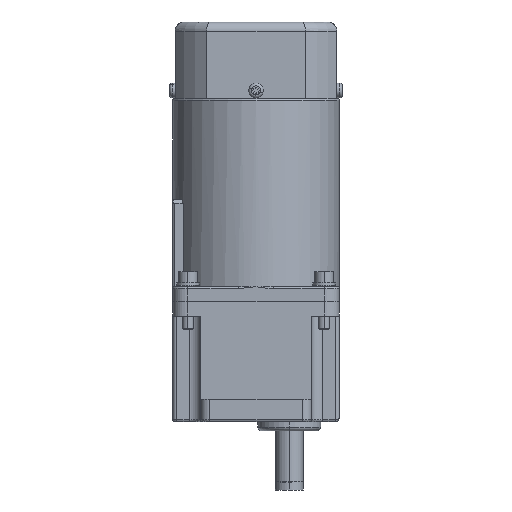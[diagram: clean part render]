
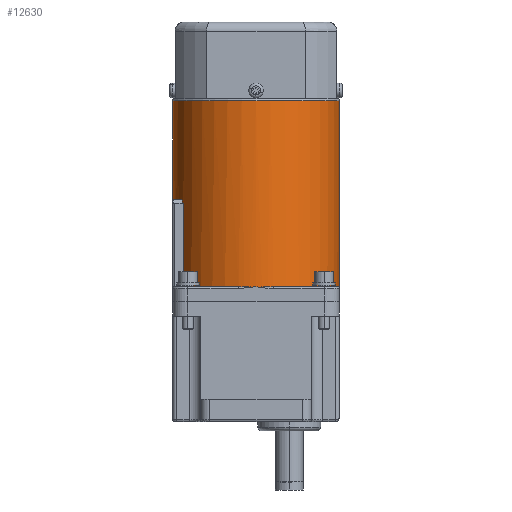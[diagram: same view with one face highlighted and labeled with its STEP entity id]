
A CAD part, left-side view. The second image highlights one B-rep face of the part: STEP entity #12630.
In plain terms, the highlighted cylindrical face has radius 45 mm (diameter 90 mm), a partial arc.
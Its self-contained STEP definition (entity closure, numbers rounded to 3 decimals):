
#26 = CARTESIAN_POINT ( 'NONE',  ( -56.011, 55.285, 1.158 ) ) ;
#127 = CARTESIAN_POINT ( 'NONE',  ( -56.668, 54.916, -43.9 ) ) ;
#375 = ORIENTED_EDGE ( 'NONE', *, *, #14517, .T. ) ;
#394 = EDGE_CURVE ( 'NONE', #1526, #3268, #10574, .T. ) ;
#501 = AXIS2_PLACEMENT_3D ( 'NONE', #12751, #2337, #7007 ) ;
#591 = VERTEX_POINT ( 'NONE', #5188 ) ;
#733 = DIRECTION ( 'NONE',  ( 0., 0., -1. ) ) ;
#996 = AXIS2_PLACEMENT_3D ( 'NONE', #14902, #4523, #9177 ) ;
#1027 = CYLINDRICAL_SURFACE ( 'NONE', #10018, 45. ) ;
#1303 = CARTESIAN_POINT ( 'NONE',  ( -34.668, 15.661, -44.6 ) ) ;
#1526 = VERTEX_POINT ( 'NONE', #9707 ) ;
#1585 = CARTESIAN_POINT ( 'NONE',  ( -34.668, -29.339, -43.9 ) ) ;
#2064 = VERTEX_POINT ( 'NONE', #10411 ) ;
#2121 = DIRECTION ( 'NONE',  ( 1., 0., 0. ) ) ;
#2131 = VECTOR ( 'NONE', #4792, 1000. ) ;
#2239 = DIRECTION ( 'NONE',  ( 1., 0., 0. ) ) ;
#2276 = ORIENTED_EDGE ( 'NONE', *, *, #11375, .T. ) ;
#2337 = DIRECTION ( 'NONE',  ( 0., 0., 1. ) ) ;
#2583 = ORIENTED_EDGE ( 'NONE', *, *, #4962, .F. ) ;
#2667 = AXIS2_PLACEMENT_3D ( 'NONE', #1303, #5983, #10610 ) ;
#2687 = CARTESIAN_POINT ( 'NONE',  ( -78.668, 25.095, -44.6 ) ) ;
#2791 = EDGE_LOOP ( 'NONE', ( #2583, #375, #3575, #3653, #12279, #10097, #10167, #3503, #3192, #3044, #7643, #2276 ) ) ;
#2838 = DIRECTION ( 'NONE',  ( 0., 0., 1. ) ) ;
#2884 = CIRCLE ( 'NONE', #11390, 45. ) ;
#3044 = ORIENTED_EDGE ( 'NONE', *, *, #7836, .T. ) ;
#3192 = ORIENTED_EDGE ( 'NONE', *, *, #13003, .T. ) ;
#3268 = VERTEX_POINT ( 'NONE', #13664 ) ;
#3503 = ORIENTED_EDGE ( 'NONE', *, *, #11420, .T. ) ;
#3575 = ORIENTED_EDGE ( 'NONE', *, *, #7191, .T. ) ;
#3582 = CARTESIAN_POINT ( 'NONE',  ( -34.668, 15.661, -44.6 ) ) ;
#3597 = AXIS2_PLACEMENT_3D ( 'NONE', #13258, #2838, #7517 ) ;
#3653 = ORIENTED_EDGE ( 'NONE', *, *, #13856, .T. ) ;
#3897 = EDGE_CURVE ( 'NONE', #8882, #1526, #8274, .T. ) ;
#3924 = DIRECTION ( 'NONE',  ( 0., -1., 0. ) ) ;
#4111 = VERTEX_POINT ( 'NONE', #8947 ) ;
#4523 = DIRECTION ( 'NONE',  ( 0., 0., 1. ) ) ;
#4693 = CARTESIAN_POINT ( 'NONE',  ( -56.668, 54.916, 0.5 ) ) ;
#4792 = DIRECTION ( 'NONE',  ( 0., 0., -1. ) ) ;
#4854 = CARTESIAN_POINT ( 'NONE',  ( -54.668, 55.972, 2.5 ) ) ;
#4962 = EDGE_CURVE ( 'NONE', #2064, #10596, #12009, .T. ) ;
#5188 = CARTESIAN_POINT ( 'NONE',  ( -78.668, 6.227, -44.6 ) ) ;
#5708 = CARTESIAN_POINT ( 'NONE',  ( -34.668, 15.661, -43.9 ) ) ;
#5846 = CARTESIAN_POINT ( 'NONE',  ( -54.668, 55.972, 2.5 ) ) ;
#5983 = DIRECTION ( 'NONE',  ( 0., 0., 1. ) ) ;
#6020 = VERTEX_POINT ( 'NONE', #14490 ) ;
#6140 = CIRCLE ( 'NONE', #14597, 45. ) ;
#6265 = DIRECTION ( 'NONE',  ( 0., 0., -1. ) ) ;
#6555 = LINE ( 'NONE', #11175, #13343 ) ;
#6607 = AXIS2_PLACEMENT_3D ( 'NONE', #7936, #12533, #2121 ) ;
#6722 = CARTESIAN_POINT ( 'NONE',  ( -44.102, 59.661, 2.5 ) ) ;
#7007 = DIRECTION ( 'NONE',  ( 1., 0., 0. ) ) ;
#7191 = EDGE_CURVE ( 'NONE', #12116, #12053, #6555, .T. ) ;
#7517 = DIRECTION ( 'NONE',  ( 1., 0., 0. ) ) ;
#7602 = CIRCLE ( 'NONE', #996, 45. ) ;
#7643 = ORIENTED_EDGE ( 'NONE', *, *, #13123, .T. ) ;
#7719 = CARTESIAN_POINT ( 'NONE',  ( -34.668, 60.661, 56. ) ) ;
#7836 = EDGE_CURVE ( 'NONE', #6020, #591, #9261, .T. ) ;
#7936 = CARTESIAN_POINT ( 'NONE',  ( -34.668, 15.661, 2.5 ) ) ;
#8047 = CARTESIAN_POINT ( 'NONE',  ( -34.668, 15.661, -44.6 ) ) ;
#8253 = DIRECTION ( 'NONE',  ( 0., 0., 1. ) ) ;
#8274 =( BOUNDED_CURVE ( )  B_SPLINE_CURVE ( 3, ( #5846, #10472, #26, #4693 ),
 .UNSPECIFIED., .F., .F. ) 
 B_SPLINE_CURVE_WITH_KNOTS ( ( 4, 4 ),
 ( 5.173, 5.223 ),
 .UNSPECIFIED. ) 
 CURVE ( )  GEOMETRIC_REPRESENTATION_ITEM ( )  RATIONAL_B_SPLINE_CURVE ( ( 1., 1., 1., 1. ) ) 
 REPRESENTATION_ITEM ( '' )  );
#8882 = VERTEX_POINT ( 'NONE', #4854 ) ;
#8947 = CARTESIAN_POINT ( 'NONE',  ( -44.102, -28.339, -44.6 ) ) ;
#9177 = DIRECTION ( 'NONE',  ( 1., 0., 0. ) ) ;
#9261 = CIRCLE ( 'NONE', #2667, 45. ) ;
#9367 = VERTEX_POINT ( 'NONE', #2687 ) ;
#9707 = CARTESIAN_POINT ( 'NONE',  ( -56.668, 54.916, 0.5 ) ) ;
#9718 = CARTESIAN_POINT ( 'NONE',  ( -34.668, 15.661, 56. ) ) ;
#9830 = CARTESIAN_POINT ( 'NONE',  ( -34.668, -29.339, -44.6 ) ) ;
#9847 = CARTESIAN_POINT ( 'NONE',  ( -34.668, 60.661, 2.5 ) ) ;
#10018 = AXIS2_PLACEMENT_3D ( 'NONE', #5708, #10334, #14931 ) ;
#10097 = ORIENTED_EDGE ( 'NONE', *, *, #3897, .T. ) ;
#10167 = ORIENTED_EDGE ( 'NONE', *, *, #394, .T. ) ;
#10182 = CIRCLE ( 'NONE', #3597, 45. ) ;
#10334 = DIRECTION ( 'NONE',  ( 0., 0., -1. ) ) ;
#10411 = CARTESIAN_POINT ( 'NONE',  ( -34.668, -29.339, 56. ) ) ;
#10472 = CARTESIAN_POINT ( 'NONE',  ( -55.344, 55.637, 1.825 ) ) ;
#10574 = LINE ( 'NONE', #127, #2131 ) ;
#10596 = VERTEX_POINT ( 'NONE', #9830 ) ;
#10610 = DIRECTION ( 'NONE',  ( 1., 0., 0. ) ) ;
#11096 = VECTOR ( 'NONE', #6265, 1000. ) ;
#11175 = CARTESIAN_POINT ( 'NONE',  ( -34.668, 60.661, -43.9 ) ) ;
#11375 = EDGE_CURVE ( 'NONE', #4111, #10596, #10182, .T. ) ;
#11390 = AXIS2_PLACEMENT_3D ( 'NONE', #8047, #12647, #2239 ) ;
#11420 = EDGE_CURVE ( 'NONE', #3268, #9367, #2884, .T. ) ;
#11469 = FACE_OUTER_BOUND ( 'NONE', #2791, .T. ) ;
#11940 = CIRCLE ( 'NONE', #13866, 45. ) ;
#12009 = LINE ( 'NONE', #1585, #11096 ) ;
#12053 = VERTEX_POINT ( 'NONE', #9847 ) ;
#12116 = VERTEX_POINT ( 'NONE', #7719 ) ;
#12186 = VERTEX_POINT ( 'NONE', #6722 ) ;
#12279 = ORIENTED_EDGE ( 'NONE', *, *, #13769, .T. ) ;
#12533 = DIRECTION ( 'NONE',  ( 0., 0., 1. ) ) ;
#12630 = ADVANCED_FACE ( 'NONE', ( #11469 ), #1027, .T. ) ;
#12647 = DIRECTION ( 'NONE',  ( 0., 0., 1. ) ) ;
#12751 = CARTESIAN_POINT ( 'NONE',  ( -34.668, 15.661, 2.5 ) ) ;
#12848 = DIRECTION ( 'NONE',  ( 1., 0., 0. ) ) ;
#13003 = EDGE_CURVE ( 'NONE', #9367, #6020, #7602, .T. ) ;
#13121 = CIRCLE ( 'NONE', #6607, 45. ) ;
#13123 = EDGE_CURVE ( 'NONE', #591, #4111, #6140, .T. ) ;
#13258 = CARTESIAN_POINT ( 'NONE',  ( -34.668, 15.661, -44.6 ) ) ;
#13343 = VECTOR ( 'NONE', #733, 1000. ) ;
#13608 = CIRCLE ( 'NONE', #501, 45. ) ;
#13664 = CARTESIAN_POINT ( 'NONE',  ( -56.668, 54.916, -44.6 ) ) ;
#13769 = EDGE_CURVE ( 'NONE', #12186, #8882, #13121, .T. ) ;
#13856 = EDGE_CURVE ( 'NONE', #12053, #12186, #13608, .T. ) ;
#13866 = AXIS2_PLACEMENT_3D ( 'NONE', #9718, #14319, #3924 ) ;
#14319 = DIRECTION ( 'NONE',  ( 0., 0., -1. ) ) ;
#14490 = CARTESIAN_POINT ( 'NONE',  ( -79.668, 15.661, -44.6 ) ) ;
#14517 = EDGE_CURVE ( 'NONE', #2064, #12116, #11940, .T. ) ;
#14597 = AXIS2_PLACEMENT_3D ( 'NONE', #3582, #8253, #12848 ) ;
#14902 = CARTESIAN_POINT ( 'NONE',  ( -34.668, 15.661, -44.6 ) ) ;
#14931 = DIRECTION ( 'NONE',  ( 0., 1., 0. ) ) ;
